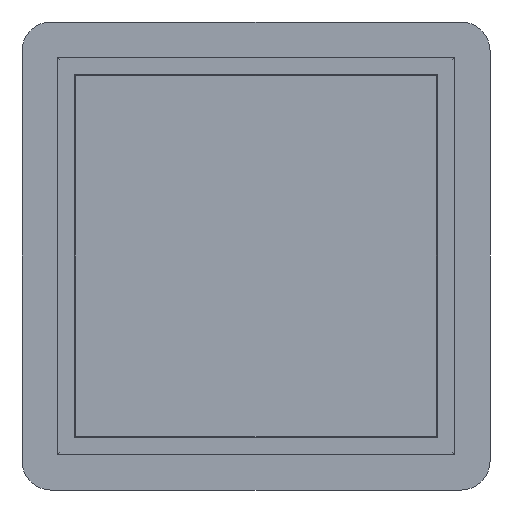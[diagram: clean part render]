
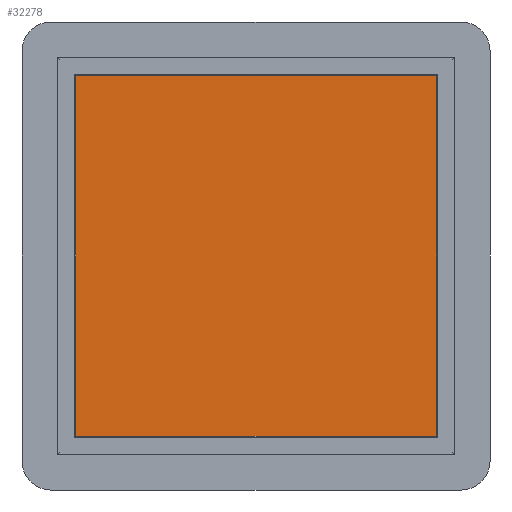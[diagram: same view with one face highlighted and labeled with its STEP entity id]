
A CAD part, front view. The second image highlights one B-rep face of the part: STEP entity #32278.
In plain terms, the highlighted planar face has unit normal (0, -1, 0).
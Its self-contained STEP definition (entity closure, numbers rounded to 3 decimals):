
#9615=DIRECTION('',(1.,0.,0.));
#9616=VECTOR('',#9615,19.23);
#9617=CARTESIAN_POINT('',(537.66,610.,535.784));
#9618=LINE('',#9617,#9616);
#9623=DIRECTION('',(0.,0.,1.));
#9624=VECTOR('',#9623,1191.);
#9625=CARTESIAN_POINT('',(595.5,610.,-595.5));
#9626=LINE('',#9625,#9624);
#9778=DIRECTION('',(-1.,0.,0.));
#9779=VECTOR('',#9778,1191.);
#9780=CARTESIAN_POINT('',(595.5,610.,595.5));
#9781=LINE('',#9780,#9779);
#9851=DIRECTION('',(0.,0.,-1.));
#9852=VECTOR('',#9851,1191.);
#9853=CARTESIAN_POINT('',(-595.5,610.,595.5));
#9854=LINE('',#9853,#9852);
#9907=DIRECTION('',(1.,0.,0.));
#9908=VECTOR('',#9907,1191.);
#9909=CARTESIAN_POINT('',(-595.5,610.,-595.5));
#9910=LINE('',#9909,#9908);
#10567=DIRECTION('',(0.,0.,1.));
#10568=VECTOR('',#10567,19.23);
#10569=CARTESIAN_POINT('',(-535.784,610.,537.66));
#10570=LINE('',#10569,#10568);
#10575=DIRECTION('',(1.,0.,0.));
#10576=VECTOR('',#10575,1071.568);
#10577=CARTESIAN_POINT('',(-535.784,610.,556.89));
#10578=LINE('',#10577,#10576);
#10583=DIRECTION('',(0.,0.,-1.));
#10584=VECTOR('',#10583,19.23);
#10585=CARTESIAN_POINT('',(535.784,610.,556.89));
#10586=LINE('',#10585,#10584);
#10595=DIRECTION('',(-1.,0.,0.));
#10596=VECTOR('',#10595,1071.568);
#10597=CARTESIAN_POINT('',(535.784,610.,537.66));
#10598=LINE('',#10597,#10596);
#12534=DIRECTION('',(0.,0.,1.));
#12535=VECTOR('',#12534,1071.568);
#12536=CARTESIAN_POINT('',(537.66,610.,-535.784));
#12537=LINE('',#12536,#12535);
#12560=DIRECTION('',(-1.,0.,0.));
#12561=VECTOR('',#12560,19.23);
#12562=CARTESIAN_POINT('',(556.89,610.,-535.784));
#12563=LINE('',#12562,#12561);
#12568=DIRECTION('',(0.,0.,-1.));
#12569=VECTOR('',#12568,1071.568);
#12570=CARTESIAN_POINT('',(556.89,610.,535.784));
#12571=LINE('',#12570,#12569);
#14916=DIRECTION('',(1.,0.,0.));
#14917=VECTOR('',#14916,1071.568);
#14918=CARTESIAN_POINT('',(-535.784,610.,-537.66));
#14919=LINE('',#14918,#14917);
#14938=DIRECTION('',(0.,0.,-1.));
#14939=VECTOR('',#14938,19.23);
#14940=CARTESIAN_POINT('',(535.784,610.,-537.66));
#14941=LINE('',#14940,#14939);
#14946=DIRECTION('',(-1.,0.,0.));
#14947=VECTOR('',#14946,1071.568);
#14948=CARTESIAN_POINT('',(535.784,610.,-556.89));
#14949=LINE('',#14948,#14947);
#14954=DIRECTION('',(0.,0.,1.));
#14955=VECTOR('',#14954,19.23);
#14956=CARTESIAN_POINT('',(-535.784,610.,-556.89));
#14957=LINE('',#14956,#14955);
#17820=DIRECTION('',(0.,0.,-1.));
#17821=VECTOR('',#17820,1071.568);
#17822=CARTESIAN_POINT('',(-537.66,610.,535.784));
#17823=LINE('',#17822,#17821);
#17842=DIRECTION('',(-1.,0.,0.));
#17843=VECTOR('',#17842,19.23);
#17844=CARTESIAN_POINT('',(-537.66,610.,-535.784));
#17845=LINE('',#17844,#17843);
#17850=DIRECTION('',(0.,0.,1.));
#17851=VECTOR('',#17850,1071.568);
#17852=CARTESIAN_POINT('',(-556.89,610.,-535.784));
#17853=LINE('',#17852,#17851);
#17858=DIRECTION('',(1.,0.,0.));
#17859=VECTOR('',#17858,19.23);
#17860=CARTESIAN_POINT('',(-556.89,610.,535.784));
#17861=LINE('',#17860,#17859);
#29657=CARTESIAN_POINT('',(595.5,610.,595.5));
#29658=CARTESIAN_POINT('',(-595.5,610.,595.5));
#29659=VERTEX_POINT('',#29657);
#29660=VERTEX_POINT('',#29658);
#29665=CARTESIAN_POINT('',(-595.5,610.,-595.5));
#29666=VERTEX_POINT('',#29665);
#29669=CARTESIAN_POINT('',(595.5,610.,-595.5));
#29670=VERTEX_POINT('',#29669);
#29673=CARTESIAN_POINT('',(-535.784,610.,537.66));
#29674=CARTESIAN_POINT('',(-535.784,610.,556.89));
#29675=VERTEX_POINT('',#29673);
#29676=VERTEX_POINT('',#29674);
#29677=CARTESIAN_POINT('',(535.784,610.,556.89));
#29678=CARTESIAN_POINT('',(535.784,610.,537.66));
#29679=VERTEX_POINT('',#29677);
#29680=VERTEX_POINT('',#29678);
#29681=CARTESIAN_POINT('',(-537.66,610.,-535.784));
#29682=CARTESIAN_POINT('',(-556.89,610.,-535.784));
#29683=VERTEX_POINT('',#29681);
#29684=VERTEX_POINT('',#29682);
#29685=CARTESIAN_POINT('',(-556.89,610.,535.784));
#29686=CARTESIAN_POINT('',(-537.66,610.,535.784));
#29687=VERTEX_POINT('',#29685);
#29688=VERTEX_POINT('',#29686);
#29689=CARTESIAN_POINT('',(537.66,610.,535.784));
#29690=CARTESIAN_POINT('',(556.89,610.,535.784));
#29691=VERTEX_POINT('',#29689);
#29692=VERTEX_POINT('',#29690);
#29693=CARTESIAN_POINT('',(556.89,610.,-535.784));
#29694=CARTESIAN_POINT('',(537.66,610.,-535.784));
#29695=VERTEX_POINT('',#29693);
#29696=VERTEX_POINT('',#29694);
#29697=CARTESIAN_POINT('',(535.784,610.,-537.66));
#29698=CARTESIAN_POINT('',(535.784,610.,-556.89));
#29699=VERTEX_POINT('',#29697);
#29700=VERTEX_POINT('',#29698);
#29701=CARTESIAN_POINT('',(-535.784,610.,-556.89));
#29702=CARTESIAN_POINT('',(-535.784,610.,-537.66));
#29703=VERTEX_POINT('',#29701);
#29704=VERTEX_POINT('',#29702);
#32224=CARTESIAN_POINT('',(0.,610.,0.));
#32225=DIRECTION('',(0.,1.,0.));
#32226=DIRECTION('',(1.,0.,0.));
#32227=AXIS2_PLACEMENT_3D('',#32224,#32225,#32226);
#32228=PLANE('',#32227);
#32230=ORIENTED_EDGE('',*,*,#32229,.F.);
#32232=ORIENTED_EDGE('',*,*,#32231,.F.);
#32234=ORIENTED_EDGE('',*,*,#32233,.F.);
#32236=ORIENTED_EDGE('',*,*,#32235,.F.);
#32237=EDGE_LOOP('',(#32230,#32232,#32234,#32236));
#32238=FACE_OUTER_BOUND('',#32237,.F.);
#32240=ORIENTED_EDGE('',*,*,#32239,.F.);
#32242=ORIENTED_EDGE('',*,*,#32241,.F.);
#32244=ORIENTED_EDGE('',*,*,#32243,.F.);
#32246=ORIENTED_EDGE('',*,*,#32245,.F.);
#32247=EDGE_LOOP('',(#32240,#32242,#32244,#32246));
#32248=FACE_BOUND('',#32247,.F.);
#32250=ORIENTED_EDGE('',*,*,#32249,.F.);
#32252=ORIENTED_EDGE('',*,*,#32251,.F.);
#32254=ORIENTED_EDGE('',*,*,#32253,.F.);
#32256=ORIENTED_EDGE('',*,*,#32255,.F.);
#32257=EDGE_LOOP('',(#32250,#32252,#32254,#32256));
#32258=FACE_BOUND('',#32257,.F.);
#32259=ORIENTED_EDGE('',*,*,#32207,.F.);
#32261=ORIENTED_EDGE('',*,*,#32260,.F.);
#32263=ORIENTED_EDGE('',*,*,#32262,.F.);
#32265=ORIENTED_EDGE('',*,*,#32264,.F.);
#32266=EDGE_LOOP('',(#32259,#32261,#32263,#32265));
#32267=FACE_BOUND('',#32266,.F.);
#32269=ORIENTED_EDGE('',*,*,#32268,.F.);
#32271=ORIENTED_EDGE('',*,*,#32270,.F.);
#32273=ORIENTED_EDGE('',*,*,#32272,.F.);
#32275=ORIENTED_EDGE('',*,*,#32274,.F.);
#32276=EDGE_LOOP('',(#32269,#32271,#32273,#32275));
#32277=FACE_BOUND('',#32276,.F.);
#32207=EDGE_CURVE('',#29691,#29692,#9618,.T.);
#32229=EDGE_CURVE('',#29670,#29659,#9626,.T.);
#32231=EDGE_CURVE('',#29666,#29670,#9910,.T.);
#32233=EDGE_CURVE('',#29660,#29666,#9854,.T.);
#32235=EDGE_CURVE('',#29659,#29660,#9781,.T.);
#32239=EDGE_CURVE('',#29675,#29676,#10570,.T.);
#32241=EDGE_CURVE('',#29680,#29675,#10598,.T.);
#32243=EDGE_CURVE('',#29679,#29680,#10586,.T.);
#32245=EDGE_CURVE('',#29676,#29679,#10578,.T.);
#32249=EDGE_CURVE('',#29683,#29684,#17845,.T.);
#32251=EDGE_CURVE('',#29688,#29683,#17823,.T.);
#32253=EDGE_CURVE('',#29687,#29688,#17861,.T.);
#32255=EDGE_CURVE('',#29684,#29687,#17853,.T.);
#32260=EDGE_CURVE('',#29696,#29691,#12537,.T.);
#32262=EDGE_CURVE('',#29695,#29696,#12563,.T.);
#32264=EDGE_CURVE('',#29692,#29695,#12571,.T.);
#32268=EDGE_CURVE('',#29699,#29700,#14941,.T.);
#32270=EDGE_CURVE('',#29704,#29699,#14919,.T.);
#32272=EDGE_CURVE('',#29703,#29704,#14957,.T.);
#32274=EDGE_CURVE('',#29700,#29703,#14949,.T.);
#32278=ADVANCED_FACE('',(#32238,#32248,#32258,#32267,#32277),#32228,.F.);
